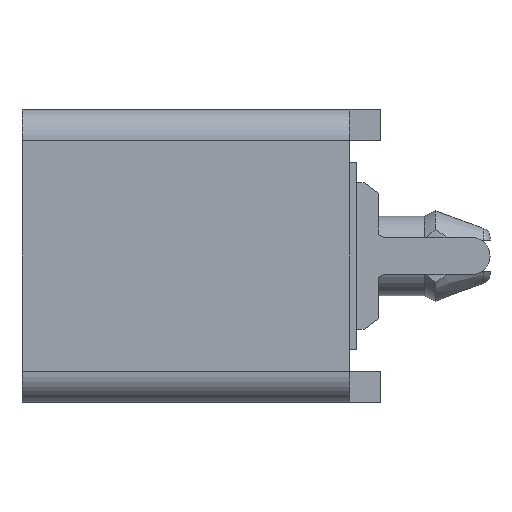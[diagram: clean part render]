
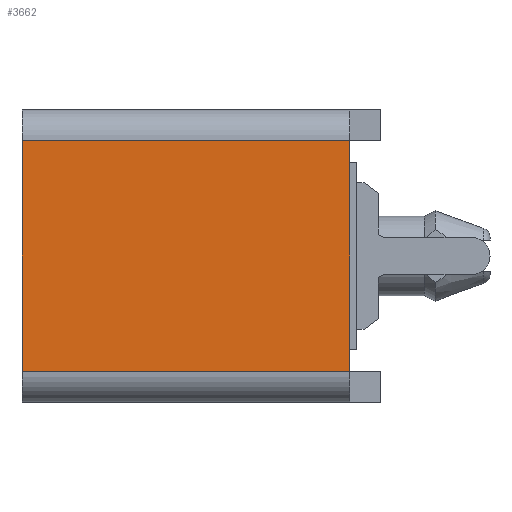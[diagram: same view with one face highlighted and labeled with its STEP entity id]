
A CAD part, left-side view. The second image highlights one B-rep face of the part: STEP entity #3662.
In plain terms, the highlighted planar face has unit normal (-1, 0, 0).
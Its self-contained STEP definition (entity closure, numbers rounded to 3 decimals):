
#145 = DIRECTION ( 'NONE',  ( 1., 0., 0. ) ) ;
#202 = DIRECTION ( 'NONE',  ( 0., 0., -1. ) ) ;
#224 = EDGE_CURVE ( 'NONE', #768, #2589, #2481, .T. ) ;
#270 = CARTESIAN_POINT ( 'NONE',  ( -12.2, 11.5, -3.7 ) ) ;
#489 = PLANE ( 'NONE',  #2865 ) ;
#566 = FACE_OUTER_BOUND ( 'NONE', #3593, .T. ) ;
#611 = DIRECTION ( 'NONE',  ( 0., 0., 1. ) ) ;
#768 = VERTEX_POINT ( 'NONE', #3758 ) ;
#852 = EDGE_CURVE ( 'NONE', #3888, #2681, #3426, .T. ) ;
#1192 = EDGE_CURVE ( 'NONE', #2681, #768, #3356, .T. ) ;
#1404 = LINE ( 'NONE', #4403, #2088 ) ;
#1511 = ORIENTED_EDGE ( 'NONE', *, *, #224, .T. ) ;
#1922 = CARTESIAN_POINT ( 'NONE',  ( -12.2, 11.5, 3.7 ) ) ;
#2088 = VECTOR ( 'NONE', #3681, 1000. ) ;
#2481 = LINE ( 'NONE', #1922, #2850 ) ;
#2572 = ORIENTED_EDGE ( 'NONE', *, *, #4176, .F. ) ;
#2589 = VERTEX_POINT ( 'NONE', #4124 ) ;
#2660 = CARTESIAN_POINT ( 'NONE',  ( -12.2, 11.5, -3.7 ) ) ;
#2681 = VERTEX_POINT ( 'NONE', #2771 ) ;
#2771 = CARTESIAN_POINT ( 'NONE',  ( -12.2, 1., -3.7 ) ) ;
#2792 = ORIENTED_EDGE ( 'NONE', *, *, #1192, .T. ) ;
#2850 = VECTOR ( 'NONE', #5073, 1000. ) ;
#2865 = AXIS2_PLACEMENT_3D ( 'NONE', #4027, #145, #202 ) ;
#3170 = VECTOR ( 'NONE', #3424, 1000. ) ;
#3356 = LINE ( 'NONE', #3747, #4155 ) ;
#3424 = DIRECTION ( 'NONE',  ( 0., -1., 0. ) ) ;
#3426 = LINE ( 'NONE', #2660, #3170 ) ;
#3593 = EDGE_LOOP ( 'NONE', ( #4245, #2792, #1511, #2572 ) ) ;
#3662 = ADVANCED_FACE ( 'NONE', ( #566 ), #489, .F. ) ;
#3681 = DIRECTION ( 'NONE',  ( 0., 0., 1. ) ) ;
#3747 = CARTESIAN_POINT ( 'NONE',  ( -12.2, 1., -4.7 ) ) ;
#3758 = CARTESIAN_POINT ( 'NONE',  ( -12.2, 1., 3.7 ) ) ;
#3888 = VERTEX_POINT ( 'NONE', #270 ) ;
#4027 = CARTESIAN_POINT ( 'NONE',  ( -12.2, 11.5, 4.7 ) ) ;
#4124 = CARTESIAN_POINT ( 'NONE',  ( -12.2, 11.5, 3.7 ) ) ;
#4155 = VECTOR ( 'NONE', #611, 1000. ) ;
#4176 = EDGE_CURVE ( 'NONE', #3888, #2589, #1404, .T. ) ;
#4245 = ORIENTED_EDGE ( 'NONE', *, *, #852, .T. ) ;
#4403 = CARTESIAN_POINT ( 'NONE',  ( -12.2, 11.5, 4.7 ) ) ;
#5073 = DIRECTION ( 'NONE',  ( 0., 1., 0. ) ) ;
